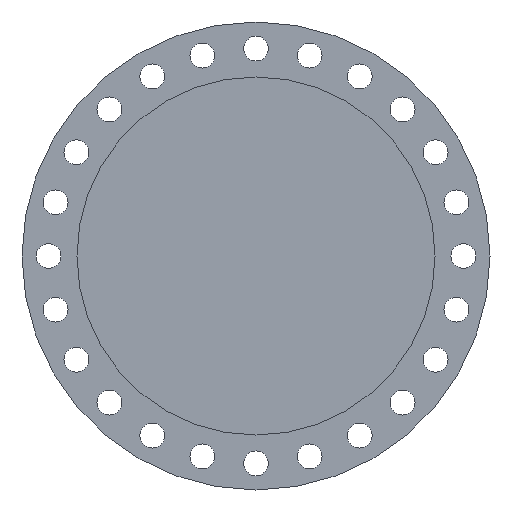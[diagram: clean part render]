
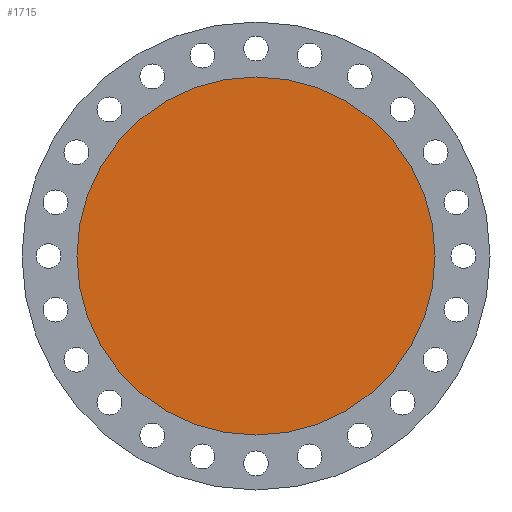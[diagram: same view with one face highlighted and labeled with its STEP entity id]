
A CAD part, left-side view. The second image highlights one B-rep face of the part: STEP entity #1715.
In plain terms, the highlighted planar face has unit normal (-1, 0, 0).
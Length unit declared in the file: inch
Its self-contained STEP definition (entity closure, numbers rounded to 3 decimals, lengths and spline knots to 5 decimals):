
#16 = PLANE ( 'NONE',  #620 ) ;
#387 = CIRCLE ( 'NONE', #954, 12.625 ) ;
#448 = CIRCLE ( 'NONE', #544, 12.625 ) ;
#479 = CARTESIAN_POINT ( 'NONE',  ( 0., 0., 0. ) ) ;
#483 = DIRECTION ( 'NONE',  ( -1., 0., 0. ) ) ;
#543 = CARTESIAN_POINT ( 'NONE',  ( 0., 0., -12.625 ) ) ;
#544 = AXIS2_PLACEMENT_3D ( 'NONE', #757, #1682, #939 ) ;
#620 = AXIS2_PLACEMENT_3D ( 'NONE', #989, #483, #1612 ) ;
#647 = VERTEX_POINT ( 'NONE', #543 ) ;
#685 = DIRECTION ( 'NONE',  ( 0., 0., 1. ) ) ;
#757 = CARTESIAN_POINT ( 'NONE',  ( 0., 0., 0. ) ) ;
#770 = ORIENTED_EDGE ( 'NONE', *, *, #1054, .T. ) ;
#907 = VERTEX_POINT ( 'NONE', #1261 ) ;
#939 = DIRECTION ( 'NONE',  ( 0., 0., 1. ) ) ;
#954 = AXIS2_PLACEMENT_3D ( 'NONE', #479, #1585, #685 ) ;
#961 = EDGE_LOOP ( 'NONE', ( #1409, #770 ) ) ;
#989 = CARTESIAN_POINT ( 'NONE',  ( 0., 0., 0. ) ) ;
#1054 = EDGE_CURVE ( 'NONE', #647, #907, #448, .T. ) ;
#1261 = CARTESIAN_POINT ( 'NONE',  ( 0., 0., 12.625 ) ) ;
#1409 = ORIENTED_EDGE ( 'NONE', *, *, #1509, .T. ) ;
#1509 = EDGE_CURVE ( 'NONE', #907, #647, #387, .T. ) ;
#1585 = DIRECTION ( 'NONE',  ( -1., 0., 0. ) ) ;
#1612 = DIRECTION ( 'NONE',  ( 0., 0., 1. ) ) ;
#1682 = DIRECTION ( 'NONE',  ( -1., 0., 0. ) ) ;
#1715 = ADVANCED_FACE ( 'NONE', ( #1894 ), #16, .T. ) ;
#1894 = FACE_OUTER_BOUND ( 'NONE', #961, .T. ) ;
